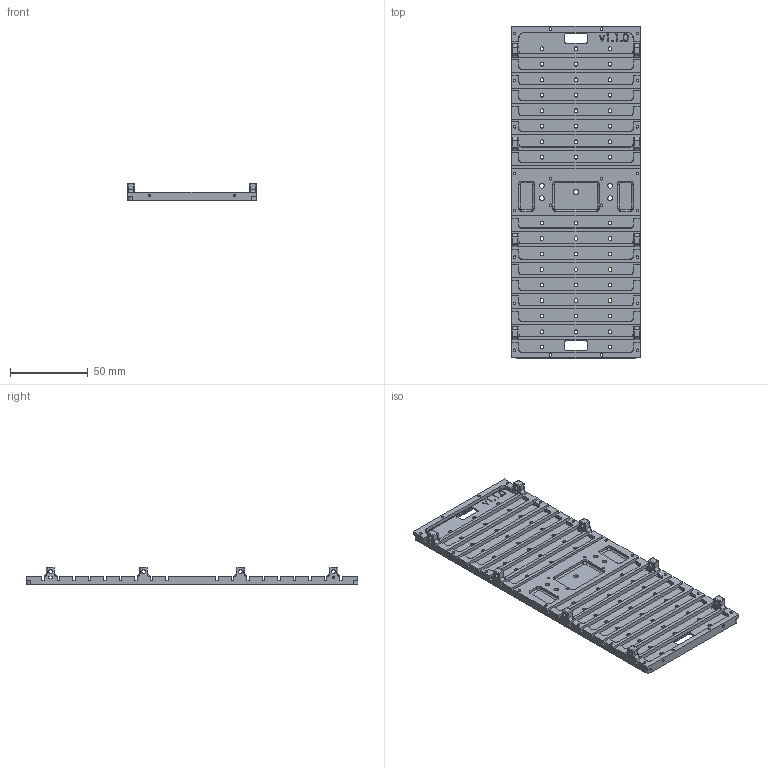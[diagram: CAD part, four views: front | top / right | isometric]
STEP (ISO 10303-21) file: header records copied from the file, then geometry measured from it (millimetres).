
FILE_DESCRIPTION (( 'STEP AP203' ), '1' );
FILE_NAME ('Y_Frame.STEP', '2019-05-21T06:15:10', ( '' ), ( '' ), 'SwSTEP 2.0', 'SolidWorks 2018', '' );
FILE_SCHEMA (( 'CONFIG_CONTROL_DESIGN' ));
Length unit declared in the file: millimetre
Products named in the file (1): Y_Frame
Bounding box: 83 x 214 x 11.5 mm (x, y, z)
Volume: 44148.6 mm3; surface area: 51975.4 mm2
Topology: 1 solids, 1 shells, 1154 faces, 2984 edges, 1815 vertices
Faces by surface type: cylinder 574, plane 345, torus 168, sphere 32, cone 18, bspline 17
Entity records: 37072 total; most frequent: CARTESIAN_POINT 7892, DIRECTION 6477, ORIENTED_EDGE 5888, EDGE_CURVE 2944, AXIS2_PLACEMENT_3D 2480, VERTEX_POINT 1815, LINE 1517, VECTOR 1517
